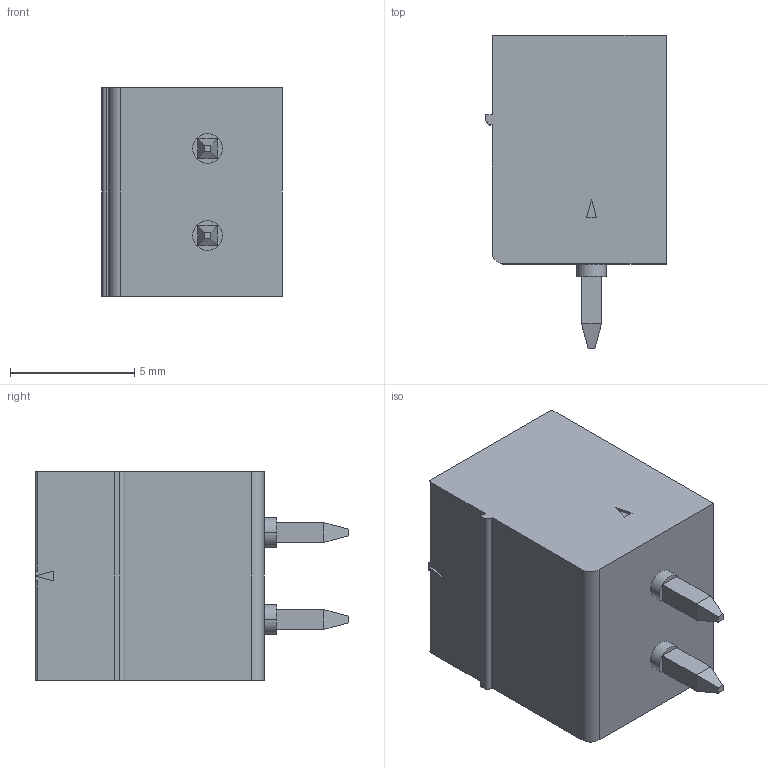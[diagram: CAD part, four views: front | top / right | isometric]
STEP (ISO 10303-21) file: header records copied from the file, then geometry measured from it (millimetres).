
FILE_DESCRIPTION (( 'STEP AP214' ), '1' );
FILE_NAME ('MC 1,5_2-G-3,5_V.STEP', '2015-07-30T08:38:48', ( 'Alexey' ), ( '' ), 'SwSTEP 2.0', 'SolidWorks 2012', '' );
FILE_SCHEMA (( 'AUTOMOTIVE_DESIGN' ));
Length unit declared in the file: millimetre
Products named in the file (1): MC 1,5_2-G-3,5_V
Bounding box: 7.25 x 12.6 x 8.4 mm (x, y, z)
Volume: 345 mm3; surface area: 760.6 mm2
Topology: 1 solids, 1 shells, 159 faces, 400 edges, 260 vertices
Faces by surface type: plane 118, cylinder 39, cone 2
Entity records: 6501 total; most frequent: CARTESIAN_POINT 832, ORIENTED_EDGE 800, DIRECTION 796, EDGE_CURVE 400, LINE 316, VECTOR 316, VERTEX_POINT 260, AXIS2_PLACEMENT_3D 240
